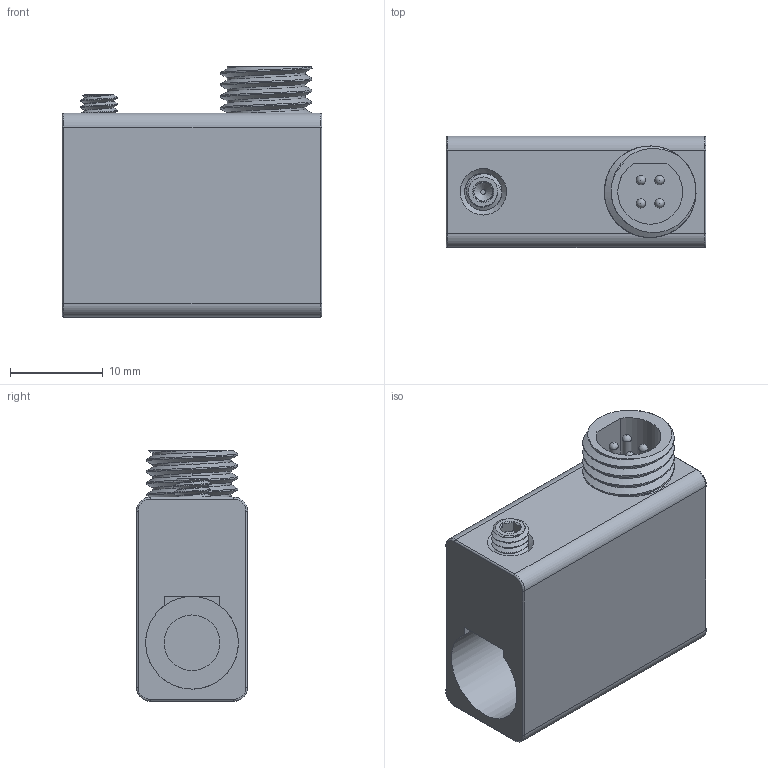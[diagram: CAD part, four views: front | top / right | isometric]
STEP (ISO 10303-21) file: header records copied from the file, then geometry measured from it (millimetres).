
FILE_DESCRIPTION(/* description */ (''),/* implementation_level */ '2;1');
FILE_NAME(/* name */ '4eb15f59-afe4-418b-a660-744c67142eab.stp',/* time_stamp */ '2019-10-22T12:21:04+00:00',/* author */ (''),/* organization */ (''),/* preprocessor_version */ 'ST-DEVELOPER v18',/* originating_system */ 'Autodesk Translation Framework v8.6.0.1094',/* authorisation */ '');
FILE_SCHEMA (('AUTOMOTIVE_DESIGN { 1 0 10303 214 3 1 1 }'));
Length unit declared in the file: millimetre
Products named in the file (4): QE-022-PS-02L; Body; Set screw M4; 4 pin slot
Assembly tree (3 placements, depth 2):
  QE-022-PS-02L
    Body
    Set screw M4
    4 pin slot
Bounding box: 28 x 12 x 27 mm (x, y, z)
Volume: 6440.3 mm3; surface area: 3624.1 mm2
Topology: 7 solids, 7 shells, 142 faces, 340 edges, 210 vertices
Faces by surface type: cylinder 77, plane 35, cone 11, torus 8, bspline 7, sphere 4
Full cylindrical faces by diameter (mm): 1 x4, 3.332 x16, 4 x11, 4.109 x15, 6 x1, 8.445 x4, 9.866 x3, 10 x1
Entity records: 9124 total; most frequent: CARTESIAN_POINT 5950, ORIENTED_EDGE 670, DIRECTION 576, EDGE_CURVE 335, AXIS2_PLACEMENT_3D 228, VERTEX_POINT 210, EDGE_LOOP 149, FACE_OUTER_BOUND 142
